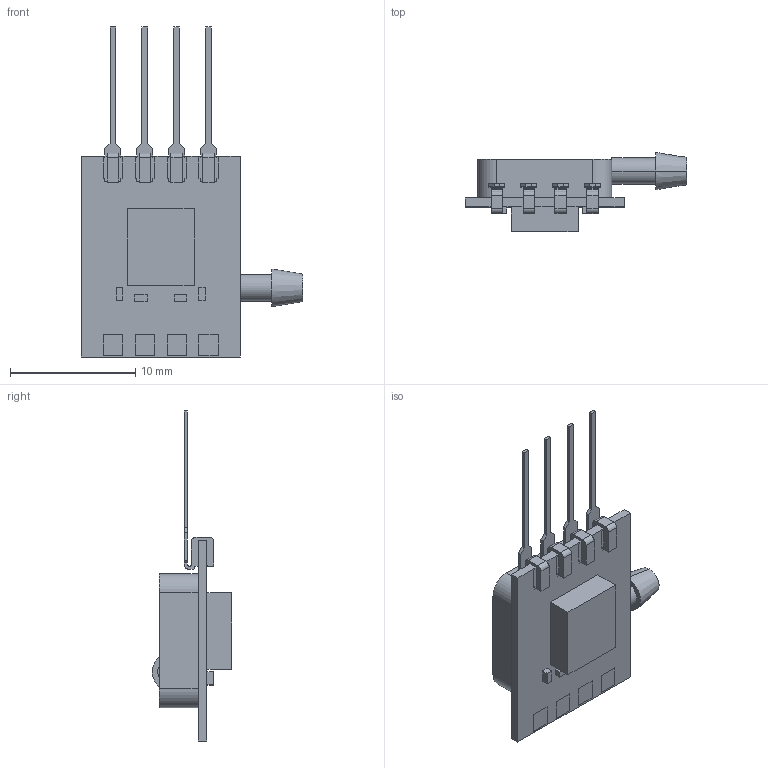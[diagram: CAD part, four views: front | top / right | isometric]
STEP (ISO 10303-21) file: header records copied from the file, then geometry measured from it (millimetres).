
FILE_DESCRIPTION (( 'STEP AP203' ), '1' );
FILE_NAME ('FNST_STEP.STEP', '2018-04-13T19:46:16', ( 'user' ), ( '' ), 'SwSTEP 2.0', 'SolidWorks 2010', '' );
FILE_SCHEMA (( 'CONFIG_CONTROL_DESIGN' ));
Length unit declared in the file: inch
Products named in the file (1): FNST_STEP
Bounding box: 17.69 x 6.34 x 26.3 mm (x, y, z)
Volume: 598.2 mm3; surface area: 802.1 mm2
Topology: 1 solids, 1 shells, 321 faces, 904 edges, 602 vertices
Faces by surface type: plane 275, cylinder 44, cone 2
Entity records: 10331 total; most frequent: CARTESIAN_POINT 1828, ORIENTED_EDGE 1808, DIRECTION 1658, EDGE_CURVE 904, LINE 794, VECTOR 794, VERTEX_POINT 602, AXIS2_PLACEMENT_3D 432
